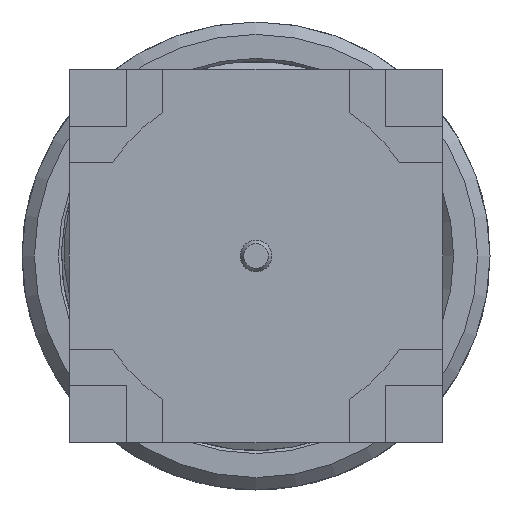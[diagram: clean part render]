
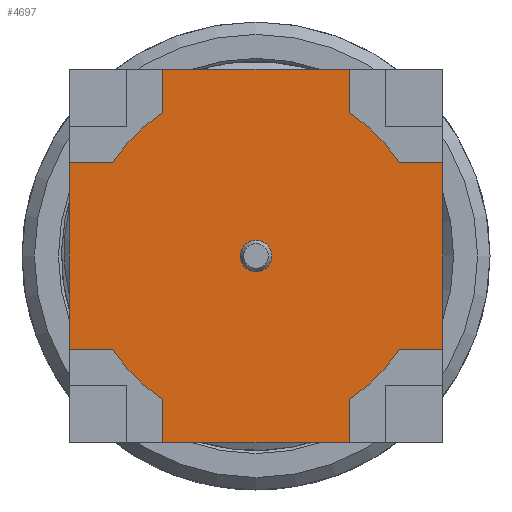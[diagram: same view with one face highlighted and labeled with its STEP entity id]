
A CAD part, front view. The second image highlights one B-rep face of the part: STEP entity #4697.
In plain terms, the highlighted planar face has unit normal (0, -1, 0).
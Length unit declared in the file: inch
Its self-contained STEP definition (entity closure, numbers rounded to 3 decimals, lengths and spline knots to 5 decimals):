
#282 = CIRCLE ( 'NONE', #559, 0.00984 ) ;
#385 = LINE ( 'NONE', #7153, #410 ) ;
#410 = VECTOR ( 'NONE', #1637, 39.37008 ) ;
#473 = DIRECTION ( 'NONE',  ( 0., 0., 1. ) ) ;
#552 = VECTOR ( 'NONE', #473, 39.37008 ) ;
#559 = AXIS2_PLACEMENT_3D ( 'NONE', #7187, #625, #6032 ) ;
#589 = LINE ( 'NONE', #7313, #1447 ) ;
#603 = DIRECTION ( 'NONE',  ( 1., 0., 0. ) ) ;
#625 = DIRECTION ( 'NONE',  ( 0., -1., 0. ) ) ;
#660 = DIRECTION ( 'NONE',  ( 0., 1., 0. ) ) ;
#695 = CARTESIAN_POINT ( 'NONE',  ( -0.09074, -0.07913, -0.05906 ) ) ;
#698 = CARTESIAN_POINT ( 'NONE',  ( 0., -0.07913, 0. ) ) ;
#706 = CARTESIAN_POINT ( 'NONE',  ( 0.05906, -0.07913, 0.11811 ) ) ;
#915 = VERTEX_POINT ( 'NONE', #2726 ) ;
#948 = LINE ( 'NONE', #6041, #552 ) ;
#954 = VERTEX_POINT ( 'NONE', #5194 ) ;
#994 = VECTOR ( 'NONE', #7643, 39.37008 ) ;
#1042 = CARTESIAN_POINT ( 'NONE',  ( 0.11811, -0.07913, 0.11811 ) ) ;
#1131 = CARTESIAN_POINT ( 'NONE',  ( 0., -0.07913, 0. ) ) ;
#1162 = ORIENTED_EDGE ( 'NONE', *, *, #1938, .T. ) ;
#1170 = DIRECTION ( 'NONE',  ( 0., 1., 0. ) ) ;
#1187 = CARTESIAN_POINT ( 'NONE',  ( 0., -0.07913, 0. ) ) ;
#1195 = VECTOR ( 'NONE', #2170, 39.37008 ) ;
#1221 = CARTESIAN_POINT ( 'NONE',  ( -0.05906, -0.07913, -0.09074 ) ) ;
#1309 = CIRCLE ( 'NONE', #6969, 0.10827 ) ;
#1351 = CARTESIAN_POINT ( 'NONE',  ( 0.11811, -0.07913, -0.05906 ) ) ;
#1396 = EDGE_CURVE ( 'NONE', #5955, #2733, #385, .T. ) ;
#1447 = VECTOR ( 'NONE', #2314, 39.37008 ) ;
#1467 = DIRECTION ( 'NONE',  ( -1., 0., 0. ) ) ;
#1490 = EDGE_CURVE ( 'NONE', #6057, #6314, #7499, .T. ) ;
#1493 = ORIENTED_EDGE ( 'NONE', *, *, #7590, .T. ) ;
#1541 = ORIENTED_EDGE ( 'NONE', *, *, #5886, .F. ) ;
#1557 = CARTESIAN_POINT ( 'NONE',  ( -0.05906, -0.07913, -0.11811 ) ) ;
#1588 = EDGE_CURVE ( 'NONE', #6057, #2733, #1309, .T. ) ;
#1631 = VECTOR ( 'NONE', #1734, 39.37008 ) ;
#1637 = DIRECTION ( 'NONE',  ( 0., 0., -1. ) ) ;
#1702 = VERTEX_POINT ( 'NONE', #695 ) ;
#1734 = DIRECTION ( 'NONE',  ( 0., 0., -1. ) ) ;
#1801 = VERTEX_POINT ( 'NONE', #5683 ) ;
#1839 = VECTOR ( 'NONE', #6720, 39.37008 ) ;
#1885 = ORIENTED_EDGE ( 'NONE', *, *, #5046, .F. ) ;
#1938 = EDGE_CURVE ( 'NONE', #915, #3260, #948, .T. ) ;
#1982 = DIRECTION ( 'NONE',  ( 0., 1., 0. ) ) ;
#2030 = CARTESIAN_POINT ( 'NONE',  ( 0.11811, -0.07913, 0.05906 ) ) ;
#2118 = ORIENTED_EDGE ( 'NONE', *, *, #3372, .T. ) ;
#2170 = DIRECTION ( 'NONE',  ( 1., 0., 0. ) ) ;
#2226 = DIRECTION ( 'NONE',  ( 0., 1., 0. ) ) ;
#2268 = CARTESIAN_POINT ( 'NONE',  ( 0., -0.07913, 0. ) ) ;
#2277 = VECTOR ( 'NONE', #7430, 39.37008 ) ;
#2305 = ORIENTED_EDGE ( 'NONE', *, *, #6906, .T. ) ;
#2307 = CARTESIAN_POINT ( 'NONE',  ( -0.05906, -0.07913, 0.11811 ) ) ;
#2314 = DIRECTION ( 'NONE',  ( 1., 0., 0. ) ) ;
#2338 = EDGE_CURVE ( 'NONE', #1801, #3260, #4762, .T. ) ;
#2356 = CIRCLE ( 'NONE', #4288, 0.10827 ) ;
#2726 = CARTESIAN_POINT ( 'NONE',  ( 0.05906, -0.07913, -0.11811 ) ) ;
#2733 = VERTEX_POINT ( 'NONE', #5221 ) ;
#2809 = LINE ( 'NONE', #1042, #3053 ) ;
#2861 = ORIENTED_EDGE ( 'NONE', *, *, #5698, .F. ) ;
#2868 = VECTOR ( 'NONE', #6449, 39.37008 ) ;
#2927 = VECTOR ( 'NONE', #1467, 39.37008 ) ;
#3044 = DIRECTION ( 'NONE',  ( 1., 0., 0. ) ) ;
#3053 = VECTOR ( 'NONE', #7122, 39.37008 ) ;
#3089 = VERTEX_POINT ( 'NONE', #4773 ) ;
#3260 = VERTEX_POINT ( 'NONE', #3560 ) ;
#3372 = EDGE_CURVE ( 'NONE', #6022, #7695, #7895, .T. ) ;
#3560 = CARTESIAN_POINT ( 'NONE',  ( 0.05906, -0.07913, -0.09074 ) ) ;
#3561 = CARTESIAN_POINT ( 'NONE',  ( -0.09074, -0.07913, 0.05906 ) ) ;
#3613 = CARTESIAN_POINT ( 'NONE',  ( 0., -0.07913, 0. ) ) ;
#3648 = DIRECTION ( 'NONE',  ( 0., 1., 0. ) ) ;
#3761 = EDGE_CURVE ( 'NONE', #7224, #6421, #2809, .T. ) ;
#3952 = EDGE_LOOP ( 'NONE', ( #5710, #1162, #5700, #2305, #4105, #4885, #1885, #6271, #6663, #5780, #7237, #7316, #5323, #1493, #1541, #2118 ) ) ;
#4105 = ORIENTED_EDGE ( 'NONE', *, *, #3761, .T. ) ;
#4107 = EDGE_CURVE ( 'NONE', #6215, #5955, #5834, .T. ) ;
#4140 = VERTEX_POINT ( 'NONE', #4696 ) ;
#4184 = CARTESIAN_POINT ( 'NONE',  ( -0.05906, -0.07913, -0.09074 ) ) ;
#4218 = CARTESIAN_POINT ( 'NONE',  ( -0.09074, -0.07913, 0.05906 ) ) ;
#4288 = AXIS2_PLACEMENT_3D ( 'NONE', #698, #660, #4325 ) ;
#4325 = DIRECTION ( 'NONE',  ( 1., 0., 0. ) ) ;
#4404 = AXIS2_PLACEMENT_3D ( 'NONE', #1187, #3648, #3044 ) ;
#4435 = DIRECTION ( 'NONE',  ( 1., 0., 0. ) ) ;
#4592 = EDGE_CURVE ( 'NONE', #6314, #4140, #4803, .T. ) ;
#4696 = CARTESIAN_POINT ( 'NONE',  ( -0.11811, -0.07913, -0.05906 ) ) ;
#4697 = ADVANCED_FACE ( 'NONE', ( #6725, #6655 ), #6123, .F. ) ;
#4734 = DIRECTION ( 'NONE',  ( 1., 0., 0. ) ) ;
#4762 = CIRCLE ( 'NONE', #5135, 0.10827 ) ;
#4773 = CARTESIAN_POINT ( 'NONE',  ( 0.09074, -0.07913, 0.05906 ) ) ;
#4803 = LINE ( 'NONE', #6760, #1631 ) ;
#4860 = EDGE_CURVE ( 'NONE', #6421, #3089, #7509, .T. ) ;
#4866 = AXIS2_PLACEMENT_3D ( 'NONE', #1131, #1170, #603 ) ;
#4885 = ORIENTED_EDGE ( 'NONE', *, *, #4860, .T. ) ;
#5046 = EDGE_CURVE ( 'NONE', #954, #3089, #2356, .T. ) ;
#5135 = AXIS2_PLACEMENT_3D ( 'NONE', #2268, #2226, #4734 ) ;
#5194 = CARTESIAN_POINT ( 'NONE',  ( 0.05906, -0.07913, 0.09074 ) ) ;
#5221 = CARTESIAN_POINT ( 'NONE',  ( -0.05906, -0.07913, 0.09074 ) ) ;
#5245 = LINE ( 'NONE', #7687, #1195 ) ;
#5282 = EDGE_LOOP ( 'NONE', ( #2861 ) ) ;
#5323 = ORIENTED_EDGE ( 'NONE', *, *, #4592, .T. ) ;
#5683 = CARTESIAN_POINT ( 'NONE',  ( 0.09074, -0.07913, -0.05906 ) ) ;
#5698 = EDGE_CURVE ( 'NONE', #6759, #6759, #282, .T. ) ;
#5700 = ORIENTED_EDGE ( 'NONE', *, *, #2338, .F. ) ;
#5710 = ORIENTED_EDGE ( 'NONE', *, *, #5884, .T. ) ;
#5780 = ORIENTED_EDGE ( 'NONE', *, *, #1396, .T. ) ;
#5834 = LINE ( 'NONE', #6474, #2927 ) ;
#5884 = EDGE_CURVE ( 'NONE', #7695, #915, #589, .T. ) ;
#5886 = EDGE_CURVE ( 'NONE', #6022, #1702, #6471, .T. ) ;
#5955 = VERTEX_POINT ( 'NONE', #2307 ) ;
#6022 = VERTEX_POINT ( 'NONE', #1221 ) ;
#6032 = DIRECTION ( 'NONE',  ( 0., 0., 1. ) ) ;
#6041 = CARTESIAN_POINT ( 'NONE',  ( 0.05906, -0.07913, -0.11811 ) ) ;
#6057 = VERTEX_POINT ( 'NONE', #3561 ) ;
#6123 = PLANE ( 'NONE',  #4866 ) ;
#6201 = CARTESIAN_POINT ( 'NONE',  ( 0.05906, -0.07913, 0.09074 ) ) ;
#6215 = VERTEX_POINT ( 'NONE', #706 ) ;
#6271 = ORIENTED_EDGE ( 'NONE', *, *, #7100, .T. ) ;
#6276 = LINE ( 'NONE', #6201, #1839 ) ;
#6314 = VERTEX_POINT ( 'NONE', #7512 ) ;
#6421 = VERTEX_POINT ( 'NONE', #6434 ) ;
#6434 = CARTESIAN_POINT ( 'NONE',  ( 0.11811, -0.07913, 0.05906 ) ) ;
#6449 = DIRECTION ( 'NONE',  ( 1., 0., 0. ) ) ;
#6471 = CIRCLE ( 'NONE', #4404, 0.10827 ) ;
#6474 = CARTESIAN_POINT ( 'NONE',  ( -0.11811, -0.07913, 0.11811 ) ) ;
#6655 = FACE_OUTER_BOUND ( 'NONE', #3952, .T. ) ;
#6663 = ORIENTED_EDGE ( 'NONE', *, *, #4107, .T. ) ;
#6720 = DIRECTION ( 'NONE',  ( 0., 0., 1. ) ) ;
#6725 = FACE_BOUND ( 'NONE', #5282, .T. ) ;
#6759 = VERTEX_POINT ( 'NONE', #6830 ) ;
#6760 = CARTESIAN_POINT ( 'NONE',  ( -0.11811, -0.07913, -0.11811 ) ) ;
#6830 = CARTESIAN_POINT ( 'NONE',  ( 0., -0.07913, 0.00984 ) ) ;
#6906 = EDGE_CURVE ( 'NONE', #1801, #7224, #5245, .T. ) ;
#6969 = AXIS2_PLACEMENT_3D ( 'NONE', #3613, #1982, #4435 ) ;
#7036 = LINE ( 'NONE', #7602, #2868 ) ;
#7100 = EDGE_CURVE ( 'NONE', #954, #6215, #6276, .T. ) ;
#7122 = DIRECTION ( 'NONE',  ( 0., 0., 1. ) ) ;
#7153 = CARTESIAN_POINT ( 'NONE',  ( -0.05906, -0.07913, 0.11811 ) ) ;
#7187 = CARTESIAN_POINT ( 'NONE',  ( 0., -0.07913, 0. ) ) ;
#7224 = VERTEX_POINT ( 'NONE', #1351 ) ;
#7237 = ORIENTED_EDGE ( 'NONE', *, *, #1588, .F. ) ;
#7241 = VECTOR ( 'NONE', #7931, 39.37008 ) ;
#7313 = CARTESIAN_POINT ( 'NONE',  ( 0.11811, -0.07913, -0.11811 ) ) ;
#7316 = ORIENTED_EDGE ( 'NONE', *, *, #1490, .T. ) ;
#7430 = DIRECTION ( 'NONE',  ( -1., 0., 0. ) ) ;
#7499 = LINE ( 'NONE', #4218, #7241 ) ;
#7509 = LINE ( 'NONE', #2030, #2277 ) ;
#7512 = CARTESIAN_POINT ( 'NONE',  ( -0.11811, -0.07913, 0.05906 ) ) ;
#7590 = EDGE_CURVE ( 'NONE', #4140, #1702, #7036, .T. ) ;
#7602 = CARTESIAN_POINT ( 'NONE',  ( -0.11811, -0.07913, -0.05906 ) ) ;
#7643 = DIRECTION ( 'NONE',  ( 0., 0., -1. ) ) ;
#7687 = CARTESIAN_POINT ( 'NONE',  ( 0.09074, -0.07913, -0.05906 ) ) ;
#7695 = VERTEX_POINT ( 'NONE', #1557 ) ;
#7895 = LINE ( 'NONE', #4184, #994 ) ;
#7931 = DIRECTION ( 'NONE',  ( -1., 0., 0. ) ) ;
